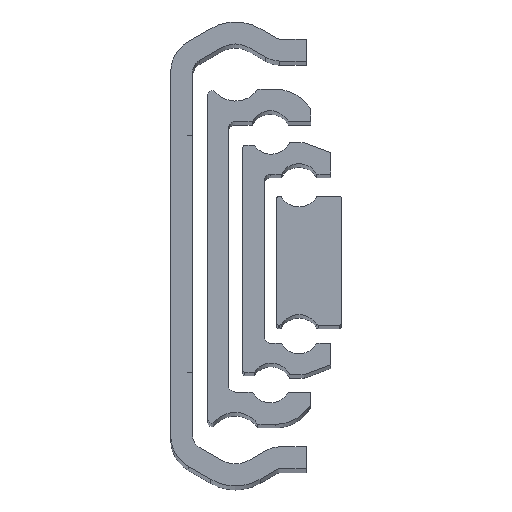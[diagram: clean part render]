
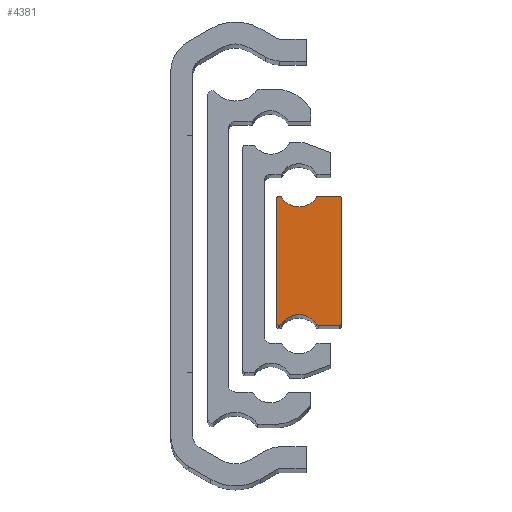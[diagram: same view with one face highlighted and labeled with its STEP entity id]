
A CAD part, top view. The second image highlights one B-rep face of the part: STEP entity #4381.
In plain terms, the highlighted planar face has unit normal (0, 0, 1).
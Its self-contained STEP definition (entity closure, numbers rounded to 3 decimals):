
#398 = AXIS2_PLACEMENT_3D ( 'NONE', #1897, #1895, #1907 ) ;
#406 = AXIS2_PLACEMENT_3D ( 'NONE', #1879, #1878, #1877 ) ;
#407 = AXIS2_PLACEMENT_3D ( 'NONE', #1898, #1902, #1900 ) ;
#415 = AXIS2_PLACEMENT_3D ( 'NONE', #1937, #1934, #1940 ) ;
#419 = AXIS2_PLACEMENT_3D ( 'NONE', #1973, #1987, #1986 ) ;
#424 = AXIS2_PLACEMENT_3D ( 'NONE', #1978, #1981, #1983 ) ;
#426 = AXIS2_PLACEMENT_3D ( 'NONE', #2008, #2010, #2007 ) ;
#434 = AXIS2_PLACEMENT_3D ( 'NONE', #1834, #1818, #1819 ) ;
#442 = AXIS2_PLACEMENT_3D ( 'NONE', #1833, #1849, #1846 ) ;
#443 = AXIS2_PLACEMENT_3D ( 'NONE', #1856, #1962, #1963 ) ;
#603 = AXIS2_PLACEMENT_3D ( 'NONE', #3254, #3257, #3258 ) ;
#1611 = FACE_OUTER_BOUND ( 'NONE', #3683, .T. ) ;
#1818 = DIRECTION ( 'NONE',  ( 0., 0., 1. ) ) ;
#1819 = DIRECTION ( 'NONE',  ( 1., 0., 0. ) ) ;
#1833 = CARTESIAN_POINT ( 'NONE',  ( 16.32, 9.2, 301.5 ) ) ;
#1834 = CARTESIAN_POINT ( 'NONE',  ( 10.45, 9.3, 301.5 ) ) ;
#1837 = DIRECTION ( 'NONE',  ( 0., 1., 0. ) ) ;
#1844 = CARTESIAN_POINT ( 'NONE',  ( 19.75, -9.2, 301.5 ) ) ;
#1846 = DIRECTION ( 'NONE',  ( 1., 0., 0. ) ) ;
#1849 = DIRECTION ( 'NONE',  ( 0., 0., 1. ) ) ;
#1856 = CARTESIAN_POINT ( 'NONE',  ( 16.32, -9.2, 301.5 ) ) ;
#1863 = DIRECTION ( 'NONE',  ( 1., 0., 0. ) ) ;
#1877 = DIRECTION ( 'NONE',  ( 1., 0., 0. ) ) ;
#1878 = DIRECTION ( 'NONE',  ( 0., 0., 1. ) ) ;
#1879 = CARTESIAN_POINT ( 'NONE',  ( 10.45, -9.3, 301.5 ) ) ;
#1895 = DIRECTION ( 'NONE',  ( 0., 0., 1. ) ) ;
#1897 = CARTESIAN_POINT ( 'NONE',  ( 19.45, 9.2, 301.5 ) ) ;
#1898 = CARTESIAN_POINT ( 'NONE',  ( 13.5, -10.99, 301.5 ) ) ;
#1900 = DIRECTION ( 'NONE',  ( 1., 0., 0. ) ) ;
#1902 = DIRECTION ( 'NONE',  ( 0., 0., -1. ) ) ;
#1907 = DIRECTION ( 'NONE',  ( 1., 0., 0. ) ) ;
#1925 = CARTESIAN_POINT ( 'NONE',  ( 10.68, 9.5, 301.5 ) ) ;
#1934 = DIRECTION ( 'NONE',  ( 0., 0., -1. ) ) ;
#1936 = DIRECTION ( 'NONE',  ( -1., 0., 0. ) ) ;
#1937 = CARTESIAN_POINT ( 'NONE',  ( 13.5, 10.99, 301.5 ) ) ;
#1940 = DIRECTION ( 'NONE',  ( 1., 0., 0. ) ) ;
#1947 = CARTESIAN_POINT ( 'NONE',  ( 10.25, 9.3, 301.5 ) ) ;
#1951 = DIRECTION ( 'NONE',  ( 0., -1., 0. ) ) ;
#1962 = DIRECTION ( 'NONE',  ( 0., 0., 1. ) ) ;
#1963 = DIRECTION ( 'NONE',  ( 1., 0., 0. ) ) ;
#1969 = CARTESIAN_POINT ( 'NONE',  ( 10.45, -9.5, 301.5 ) ) ;
#1973 = CARTESIAN_POINT ( 'NONE',  ( 19.45, -9.2, 301.5 ) ) ;
#1978 = CARTESIAN_POINT ( 'NONE',  ( 10.68, -9.2, 301.5 ) ) ;
#1981 = DIRECTION ( 'NONE',  ( 0., 0., 1. ) ) ;
#1983 = DIRECTION ( 'NONE',  ( 1., 0., 0. ) ) ;
#1986 = DIRECTION ( 'NONE',  ( 1., 0., 0. ) ) ;
#1987 = DIRECTION ( 'NONE',  ( 0., 0., 1. ) ) ;
#2007 = DIRECTION ( 'NONE',  ( 1., 0., 0. ) ) ;
#2008 = CARTESIAN_POINT ( 'NONE',  ( 10.68, 9.2, 301.5 ) ) ;
#2010 = DIRECTION ( 'NONE',  ( 0., 0., 1. ) ) ;
#2017 = CARTESIAN_POINT ( 'NONE',  ( 19.45, 9.5, 301.5 ) ) ;
#2018 = DIRECTION ( 'NONE',  ( -1., 0., 0. ) ) ;
#2033 = CARTESIAN_POINT ( 'NONE',  ( 16.32, -9.5, 301.5 ) ) ;
#2034 = DIRECTION ( 'NONE',  ( 1., 0., 0. ) ) ;
#2082 = ORIENTED_EDGE ( 'NONE', *, *, #2709, .T. ) ;
#2083 = ORIENTED_EDGE ( 'NONE', *, *, #2660, .T. ) ;
#2084 = ORIENTED_EDGE ( 'NONE', *, *, #2681, .T. ) ;
#2085 = ORIENTED_EDGE ( 'NONE', *, *, #2682, .T. ) ;
#2088 = ORIENTED_EDGE ( 'NONE', *, *, #2699, .T. ) ;
#2089 = ORIENTED_EDGE ( 'NONE', *, *, #2734, .T. ) ;
#2096 = ORIENTED_EDGE ( 'NONE', *, *, #2729, .T. ) ;
#2097 = ORIENTED_EDGE ( 'NONE', *, *, #2708, .T. ) ;
#2098 = ORIENTED_EDGE ( 'NONE', *, *, #2647, .T. ) ;
#2099 = ORIENTED_EDGE ( 'NONE', *, *, #2662, .T. ) ;
#2103 = ORIENTED_EDGE ( 'NONE', *, *, #2686, .T. ) ;
#2110 = ORIENTED_EDGE ( 'NONE', *, *, #2668, .T. ) ;
#2111 = ORIENTED_EDGE ( 'NONE', *, *, #2693, .T. ) ;
#2121 = ORIENTED_EDGE ( 'NONE', *, *, #2645, .T. ) ;
#2122 = ORIENTED_EDGE ( 'NONE', *, *, #2648, .T. ) ;
#2123 = ORIENTED_EDGE ( 'NONE', *, *, #2710, .T. ) ;
#2387 = CIRCLE ( 'NONE', #406, 0.2 ) ;
#2388 = CIRCLE ( 'NONE', #398, 0.3 ) ;
#2389 = CIRCLE ( 'NONE', #407, 3.04 ) ;
#2402 = LINE ( 'NONE', #1925, #2406 ) ;
#2406 = VECTOR ( 'NONE', #1936, 1000. ) ;
#2413 = CIRCLE ( 'NONE', #415, 3.04 ) ;
#2417 = LINE ( 'NONE', #1947, #2421 ) ;
#2421 = VECTOR ( 'NONE', #1951, 1000. ) ;
#2440 = CIRCLE ( 'NONE', #424, 0.3 ) ;
#2441 = CIRCLE ( 'NONE', #419, 0.3 ) ;
#2445 = CIRCLE ( 'NONE', #426, 0.3 ) ;
#2452 = VECTOR ( 'NONE', #1863, 1000. ) ;
#2456 = CIRCLE ( 'NONE', #434, 0.2 ) ;
#2459 = LINE ( 'NONE', #1844, #2476 ) ;
#2464 = LINE ( 'NONE', #1969, #2452 ) ;
#2476 = VECTOR ( 'NONE', #1837, 1000. ) ;
#2479 = CIRCLE ( 'NONE', #442, 0.3 ) ;
#2482 = CIRCLE ( 'NONE', #443, 0.3 ) ;
#2501 = LINE ( 'NONE', #2033, #2506 ) ;
#2506 = VECTOR ( 'NONE', #2034, 1000. ) ;
#2510 = LINE ( 'NONE', #2017, #2511 ) ;
#2511 = VECTOR ( 'NONE', #2018, 1000. ) ;
#2645 = EDGE_CURVE ( 'NONE', #4142, #4164, #2387, .T. ) ;
#2647 = EDGE_CURVE ( 'NONE', #4177, #4085, #2388, .T. ) ;
#2648 = EDGE_CURVE ( 'NONE', #4087, #4086, #2389, .T. ) ;
#2660 = EDGE_CURVE ( 'NONE', #4084, #4182, #2402, .T. ) ;
#2662 = EDGE_CURVE ( 'NONE', #4088, #4143, #2413, .T. ) ;
#2668 = EDGE_CURVE ( 'NONE', #4083, #4142, #2417, .T. ) ;
#2681 = EDGE_CURVE ( 'NONE', #4090, #4087, #2440, .T. ) ;
#2682 = EDGE_CURVE ( 'NONE', #4040, #4314, #2441, .T. ) ;
#2686 = EDGE_CURVE ( 'NONE', #4143, #4084, #2445, .T. ) ;
#2693 = EDGE_CURVE ( 'NONE', #4182, #4083, #2456, .T. ) ;
#2699 = EDGE_CURVE ( 'NONE', #4164, #4090, #2464, .T. ) ;
#2708 = EDGE_CURVE ( 'NONE', #4158, #4088, #2479, .T. ) ;
#2709 = EDGE_CURVE ( 'NONE', #4314, #4177, #2459, .T. ) ;
#2710 = EDGE_CURVE ( 'NONE', #4086, #4184, #2482, .T. ) ;
#2729 = EDGE_CURVE ( 'NONE', #4085, #4158, #2510, .T. ) ;
#2734 = EDGE_CURVE ( 'NONE', #4184, #4040, #2501, .T. ) ;
#2990 = CARTESIAN_POINT ( 'NONE',  ( 19.45, -9.5, 301.5 ) ) ;
#3012 = CARTESIAN_POINT ( 'NONE',  ( 10.25, 9.3, 301.5 ) ) ;
#3013 = CARTESIAN_POINT ( 'NONE',  ( 10.68, 9.5, 301.5 ) ) ;
#3014 = CARTESIAN_POINT ( 'NONE',  ( 19.45, 9.5, 301.5 ) ) ;
#3015 = CARTESIAN_POINT ( 'NONE',  ( 16.067, -9.361, 301.5 ) ) ;
#3016 = CARTESIAN_POINT ( 'NONE',  ( 10.933, -9.361, 301.5 ) ) ;
#3017 = CARTESIAN_POINT ( 'NONE',  ( 16.067, 9.361, 301.5 ) ) ;
#3019 = CARTESIAN_POINT ( 'NONE',  ( 10.68, -9.5, 301.5 ) ) ;
#3054 = CARTESIAN_POINT ( 'NONE',  ( 10.25, -9.3, 301.5 ) ) ;
#3055 = CARTESIAN_POINT ( 'NONE',  ( 10.933, 9.361, 301.5 ) ) ;
#3070 = CARTESIAN_POINT ( 'NONE',  ( 16.32, 9.5, 301.5 ) ) ;
#3075 = CARTESIAN_POINT ( 'NONE',  ( 10.45, -9.5, 301.5 ) ) ;
#3081 = CARTESIAN_POINT ( 'NONE',  ( 19.75, 9.2, 301.5 ) ) ;
#3086 = CARTESIAN_POINT ( 'NONE',  ( 10.45, 9.5, 301.5 ) ) ;
#3088 = CARTESIAN_POINT ( 'NONE',  ( 16.32, -9.5, 301.5 ) ) ;
#3156 = CARTESIAN_POINT ( 'NONE',  ( 19.75, -9.2, 301.5 ) ) ;
#3254 = CARTESIAN_POINT ( 'NONE',  ( 19.45, 9.2, 301.5 ) ) ;
#3255 = PLANE ( 'NONE',  #603 ) ;
#3257 = DIRECTION ( 'NONE',  ( 0., 0., 1. ) ) ;
#3258 = DIRECTION ( 'NONE',  ( 1., 0., 0. ) ) ;
#3683 = EDGE_LOOP ( 'NONE', ( #2098, #2096, #2097, #2099, #2103, #2083, #2111, #2110, #2121, #2088, #2084, #2122, #2123, #2089, #2085, #2082 ) ) ;
#4040 = VERTEX_POINT ( 'NONE', #2990 ) ;
#4083 = VERTEX_POINT ( 'NONE', #3012 ) ;
#4084 = VERTEX_POINT ( 'NONE', #3013 ) ;
#4085 = VERTEX_POINT ( 'NONE', #3014 ) ;
#4086 = VERTEX_POINT ( 'NONE', #3015 ) ;
#4087 = VERTEX_POINT ( 'NONE', #3016 ) ;
#4088 = VERTEX_POINT ( 'NONE', #3017 ) ;
#4090 = VERTEX_POINT ( 'NONE', #3019 ) ;
#4142 = VERTEX_POINT ( 'NONE', #3054 ) ;
#4143 = VERTEX_POINT ( 'NONE', #3055 ) ;
#4158 = VERTEX_POINT ( 'NONE', #3070 ) ;
#4164 = VERTEX_POINT ( 'NONE', #3075 ) ;
#4177 = VERTEX_POINT ( 'NONE', #3081 ) ;
#4182 = VERTEX_POINT ( 'NONE', #3086 ) ;
#4184 = VERTEX_POINT ( 'NONE', #3088 ) ;
#4314 = VERTEX_POINT ( 'NONE', #3156 ) ;
#4381 = ADVANCED_FACE ( 'NONE', ( #1611 ), #3255, .T. ) ;
